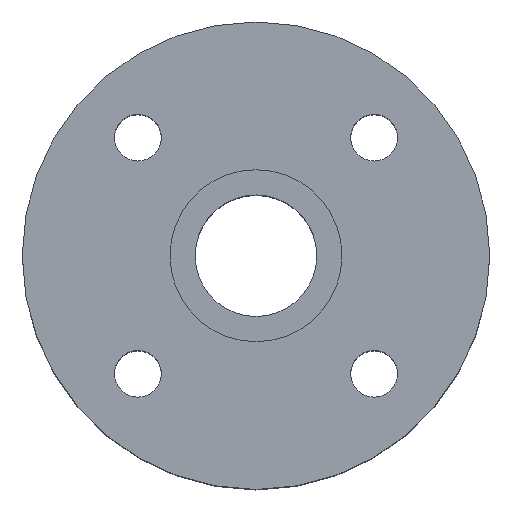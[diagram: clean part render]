
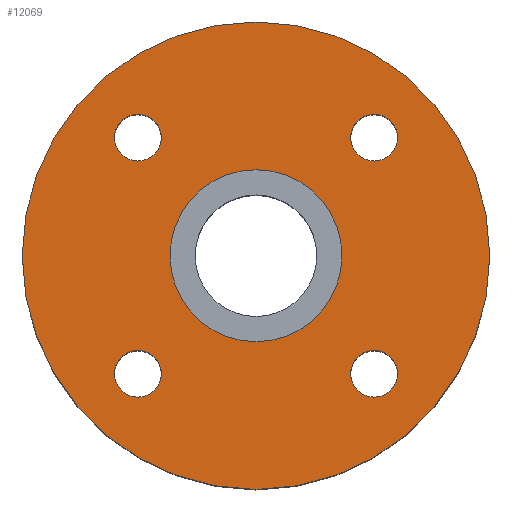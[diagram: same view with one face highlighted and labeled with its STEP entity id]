
A CAD part, top view. The second image highlights one B-rep face of the part: STEP entity #12069.
In plain terms, the highlighted planar face has unit normal (0, 0, 1).
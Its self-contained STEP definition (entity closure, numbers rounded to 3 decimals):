
#295 = CIRCLE ( 'NONE', #11041, 7. ) ;
#499 = CARTESIAN_POINT ( 'NONE',  ( 0., 0., -0.4 ) ) ;
#1187 = CARTESIAN_POINT ( 'NONE',  ( 28.355, -35.355, -0.4 ) ) ;
#1241 = AXIS2_PLACEMENT_3D ( 'NONE', #7233, #5179, #16428 ) ;
#1379 = DIRECTION ( 'NONE',  ( 0., 0., 1. ) ) ;
#1484 = DIRECTION ( 'NONE',  ( 0., 1., 0. ) ) ;
#1581 = CARTESIAN_POINT ( 'NONE',  ( 42.355, 35.355, -0.4 ) ) ;
#1981 = VERTEX_POINT ( 'NONE', #1187 ) ;
#2090 = VERTEX_POINT ( 'NONE', #17841 ) ;
#2169 = CIRCLE ( 'NONE', #21775, 7. ) ;
#2440 = EDGE_CURVE ( 'NONE', #20455, #24505, #18879, .T. ) ;
#2596 = AXIS2_PLACEMENT_3D ( 'NONE', #10874, #14983, #4306 ) ;
#2815 = DIRECTION ( 'NONE',  ( 0., -1., 0. ) ) ;
#2928 = FACE_BOUND ( 'NONE', #12844, .T. ) ;
#3189 = CARTESIAN_POINT ( 'NONE',  ( 0., 0., -0.4 ) ) ;
#3294 = DIRECTION ( 'NONE',  ( 1., 0., 0. ) ) ;
#4306 = DIRECTION ( 'NONE',  ( -1., 0., 0. ) ) ;
#4406 = VERTEX_POINT ( 'NONE', #11629 ) ;
#4684 = CARTESIAN_POINT ( 'NONE',  ( -25.75, 0., -0.4 ) ) ;
#5012 = CARTESIAN_POINT ( 'NONE',  ( 35.355, -35.355, -0.4 ) ) ;
#5179 = DIRECTION ( 'NONE',  ( 0., 0., 1. ) ) ;
#5239 = EDGE_CURVE ( 'NONE', #15466, #17344, #9171, .T. ) ;
#5338 = ORIENTED_EDGE ( 'NONE', *, *, #14213, .F. ) ;
#6542 = CARTESIAN_POINT ( 'NONE',  ( -28.355, 35.355, -0.4 ) ) ;
#6673 = EDGE_LOOP ( 'NONE', ( #16913, #27494 ) ) ;
#6798 = ORIENTED_EDGE ( 'NONE', *, *, #17231, .F. ) ;
#6946 = DIRECTION ( 'NONE',  ( 0., 0., 1. ) ) ;
#7233 = CARTESIAN_POINT ( 'NONE',  ( 35.355, 35.355, -0.4 ) ) ;
#7246 = AXIS2_PLACEMENT_3D ( 'NONE', #3189, #18996, #25566 ) ;
#7441 = CARTESIAN_POINT ( 'NONE',  ( -42.355, -35.355, -0.4 ) ) ;
#8107 = ORIENTED_EDGE ( 'NONE', *, *, #24113, .F. ) ;
#8817 = EDGE_LOOP ( 'NONE', ( #27761, #17545 ) ) ;
#8866 = EDGE_CURVE ( 'NONE', #26701, #4406, #20785, .T. ) ;
#8925 = ORIENTED_EDGE ( 'NONE', *, *, #8866, .F. ) ;
#9051 = CIRCLE ( 'NONE', #16037, 7. ) ;
#9103 = EDGE_CURVE ( 'NONE', #25469, #18847, #14711, .T. ) ;
#9114 = DIRECTION ( 'NONE',  ( 0., 0., 1. ) ) ;
#9171 = CIRCLE ( 'NONE', #24130, 70. ) ;
#9508 = FACE_BOUND ( 'NONE', #6673, .T. ) ;
#9700 = DIRECTION ( 'NONE',  ( 1., 0., 0. ) ) ;
#9973 = EDGE_CURVE ( 'NONE', #24505, #20455, #25956, .T. ) ;
#10043 = ORIENTED_EDGE ( 'NONE', *, *, #14010, .T. ) ;
#10424 = CARTESIAN_POINT ( 'NONE',  ( 35.355, -35.355, -0.4 ) ) ;
#10525 = DIRECTION ( 'NONE',  ( 0., 0., -1. ) ) ;
#10874 = CARTESIAN_POINT ( 'NONE',  ( -35.355, -35.355, -0.4 ) ) ;
#11041 = AXIS2_PLACEMENT_3D ( 'NONE', #16683, #27958, #1484 ) ;
#11200 = CARTESIAN_POINT ( 'NONE',  ( 0., 0., -0.4 ) ) ;
#11555 = ORIENTED_EDGE ( 'NONE', *, *, #9973, .F. ) ;
#11629 = CARTESIAN_POINT ( 'NONE',  ( 25.75, 0., -0.4 ) ) ;
#11702 = FACE_BOUND ( 'NONE', #22021, .T. ) ;
#11757 = DIRECTION ( 'NONE',  ( 1., 0., 0. ) ) ;
#11834 = FACE_OUTER_BOUND ( 'NONE', #15182, .T. ) ;
#11966 = AXIS2_PLACEMENT_3D ( 'NONE', #499, #25892, #21516 ) ;
#12069 = ADVANCED_FACE ( 'NONE', ( #20768, #27358, #9508, #11702, #2928, #11834 ), #26312, .F. ) ;
#12329 = CARTESIAN_POINT ( 'NONE',  ( -35.355, -35.355, -0.4 ) ) ;
#12524 = EDGE_LOOP ( 'NONE', ( #19036, #11555 ) ) ;
#12576 = DIRECTION ( 'NONE',  ( -1., 0., 0. ) ) ;
#12611 = AXIS2_PLACEMENT_3D ( 'NONE', #28517, #10525, #12576 ) ;
#12844 = EDGE_LOOP ( 'NONE', ( #5338, #8925 ) ) ;
#13235 = ORIENTED_EDGE ( 'NONE', *, *, #5239, .T. ) ;
#14010 = EDGE_CURVE ( 'NONE', #17344, #15466, #26002, .T. ) ;
#14213 = EDGE_CURVE ( 'NONE', #4406, #26701, #20857, .T. ) ;
#14244 = AXIS2_PLACEMENT_3D ( 'NONE', #11200, #16291, #11757 ) ;
#14450 = CARTESIAN_POINT ( 'NONE',  ( 42.355, -35.355, -0.4 ) ) ;
#14711 = CIRCLE ( 'NONE', #19857, 7. ) ;
#14983 = DIRECTION ( 'NONE',  ( 0., 0., 1. ) ) ;
#15182 = EDGE_LOOP ( 'NONE', ( #13235, #10043 ) ) ;
#15207 = EDGE_CURVE ( 'NONE', #1981, #25940, #22902, .T. ) ;
#15395 = CARTESIAN_POINT ( 'NONE',  ( -70., 0., -0.4 ) ) ;
#15466 = VERTEX_POINT ( 'NONE', #27221 ) ;
#16037 = AXIS2_PLACEMENT_3D ( 'NONE', #5012, #9114, #2815 ) ;
#16275 = CARTESIAN_POINT ( 'NONE',  ( 35.355, 35.355, -0.4 ) ) ;
#16291 = DIRECTION ( 'NONE',  ( 0., 0., 1. ) ) ;
#16301 = CARTESIAN_POINT ( 'NONE',  ( 0., 0., -0.4 ) ) ;
#16428 = DIRECTION ( 'NONE',  ( 1., 0., 0. ) ) ;
#16683 = CARTESIAN_POINT ( 'NONE',  ( -35.355, 35.355, -0.4 ) ) ;
#16913 = ORIENTED_EDGE ( 'NONE', *, *, #25652, .F. ) ;
#17231 = EDGE_CURVE ( 'NONE', #24623, #2090, #21785, .T. ) ;
#17344 = VERTEX_POINT ( 'NONE', #15395 ) ;
#17545 = ORIENTED_EDGE ( 'NONE', *, *, #15207, .F. ) ;
#17841 = CARTESIAN_POINT ( 'NONE',  ( 28.355, 35.355, -0.4 ) ) ;
#18653 = DIRECTION ( 'NONE',  ( 0., 0., 1. ) ) ;
#18847 = VERTEX_POINT ( 'NONE', #6542 ) ;
#18879 = CIRCLE ( 'NONE', #22624, 7. ) ;
#18996 = DIRECTION ( 'NONE',  ( 0., 0., 1. ) ) ;
#19036 = ORIENTED_EDGE ( 'NONE', *, *, #2440, .F. ) ;
#19857 = AXIS2_PLACEMENT_3D ( 'NONE', #28292, #26098, #28437 ) ;
#20455 = VERTEX_POINT ( 'NONE', #23830 ) ;
#20768 = FACE_BOUND ( 'NONE', #8817, .T. ) ;
#20785 = CIRCLE ( 'NONE', #14244, 25.75 ) ;
#20857 = CIRCLE ( 'NONE', #7246, 25.75 ) ;
#21261 = DIRECTION ( 'NONE',  ( -1., 0., 0. ) ) ;
#21516 = DIRECTION ( 'NONE',  ( 1., 0., 0. ) ) ;
#21775 = AXIS2_PLACEMENT_3D ( 'NONE', #16275, #6946, #9700 ) ;
#21785 = CIRCLE ( 'NONE', #1241, 7. ) ;
#22021 = EDGE_LOOP ( 'NONE', ( #6798, #8107 ) ) ;
#22624 = AXIS2_PLACEMENT_3D ( 'NONE', #12329, #1379, #21261 ) ;
#22902 = CIRCLE ( 'NONE', #26157, 7. ) ;
#23448 = DIRECTION ( 'NONE',  ( 0., -1., 0. ) ) ;
#23758 = DIRECTION ( 'NONE',  ( 0., 0., 1. ) ) ;
#23830 = CARTESIAN_POINT ( 'NONE',  ( -28.355, -35.355, -0.4 ) ) ;
#24113 = EDGE_CURVE ( 'NONE', #2090, #24623, #2169, .T. ) ;
#24130 = AXIS2_PLACEMENT_3D ( 'NONE', #16301, #18653, #3294 ) ;
#24505 = VERTEX_POINT ( 'NONE', #7441 ) ;
#24623 = VERTEX_POINT ( 'NONE', #1581 ) ;
#24899 = CARTESIAN_POINT ( 'NONE',  ( -42.355, 35.355, -0.4 ) ) ;
#25469 = VERTEX_POINT ( 'NONE', #24899 ) ;
#25566 = DIRECTION ( 'NONE',  ( 1., 0., 0. ) ) ;
#25652 = EDGE_CURVE ( 'NONE', #18847, #25469, #295, .T. ) ;
#25892 = DIRECTION ( 'NONE',  ( 0., 0., 1. ) ) ;
#25940 = VERTEX_POINT ( 'NONE', #14450 ) ;
#25956 = CIRCLE ( 'NONE', #2596, 7. ) ;
#26002 = CIRCLE ( 'NONE', #11966, 70. ) ;
#26098 = DIRECTION ( 'NONE',  ( 0., 0., 1. ) ) ;
#26157 = AXIS2_PLACEMENT_3D ( 'NONE', #10424, #23758, #23448 ) ;
#26312 = PLANE ( 'NONE',  #12611 ) ;
#26701 = VERTEX_POINT ( 'NONE', #4684 ) ;
#27221 = CARTESIAN_POINT ( 'NONE',  ( 70., 0., -0.4 ) ) ;
#27358 = FACE_BOUND ( 'NONE', #12524, .T. ) ;
#27494 = ORIENTED_EDGE ( 'NONE', *, *, #9103, .F. ) ;
#27761 = ORIENTED_EDGE ( 'NONE', *, *, #27878, .F. ) ;
#27878 = EDGE_CURVE ( 'NONE', #25940, #1981, #9051, .T. ) ;
#27958 = DIRECTION ( 'NONE',  ( 0., 0., 1. ) ) ;
#28292 = CARTESIAN_POINT ( 'NONE',  ( -35.355, 35.355, -0.4 ) ) ;
#28437 = DIRECTION ( 'NONE',  ( 0., 1., 0. ) ) ;
#28517 = CARTESIAN_POINT ( 'NONE',  ( 0., 25.75, -0.4 ) ) ;
